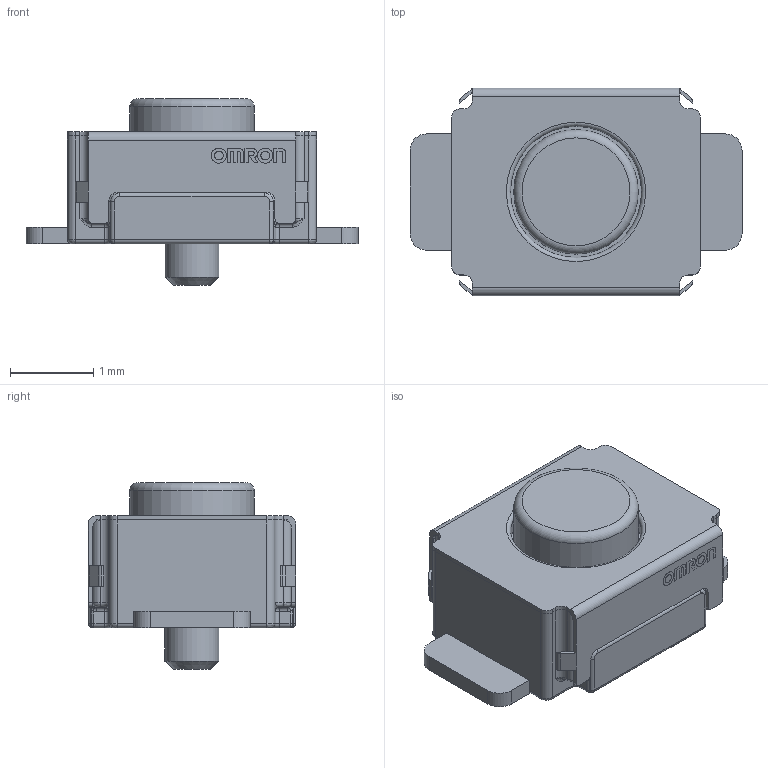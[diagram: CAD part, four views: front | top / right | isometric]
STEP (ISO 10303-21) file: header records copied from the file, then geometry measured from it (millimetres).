
FILE_DESCRIPTION(/* description */ (''),/* implementation_level */ '2;1');
FILE_NAME(/* name */ '1.stp',/* time_stamp */ '2019-11-15T13:12:29+02:00',/* author */ ('k'),/* organization */ (''),/* preprocessor_version */ 'ST-DEVELOPER v15.6',/* originating_system */ 'Autodesk Inventor 2015',/* authorisation */ '');
FILE_SCHEMA (('AUTOMOTIVE_DESIGN { 1 0 10303 214 3 1 1 }'));
Products named in the file (6): 1; 2; 6; 7; Omron Logo Adjustable Logo
Bounding box: 4 x 2.5 x 2.25 mm (x, y, z)
Volume: 10.8 mm3; surface area: 60.7 mm2
Topology: 10 solids, 10 shells, 316 faces, 780 edges, 482 vertices
Faces by surface type: plane 133, cylinder 97, bspline 43, torus 30, sphere 12, cone 1
Full cylindrical faces by diameter (mm): 0.65 x1, 1.5 x1, 1.579 x1
Entity records: 9953 total; most frequent: CARTESIAN_POINT 2426, ORIENTED_EDGE 1540, DIRECTION 1518, EDGE_CURVE 770, AXIS2_PLACEMENT_3D 542, VERTEX_POINT 482, LINE 434, VECTOR 434
